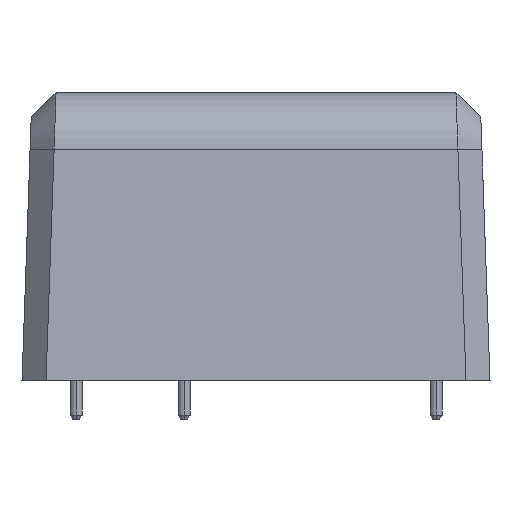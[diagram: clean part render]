
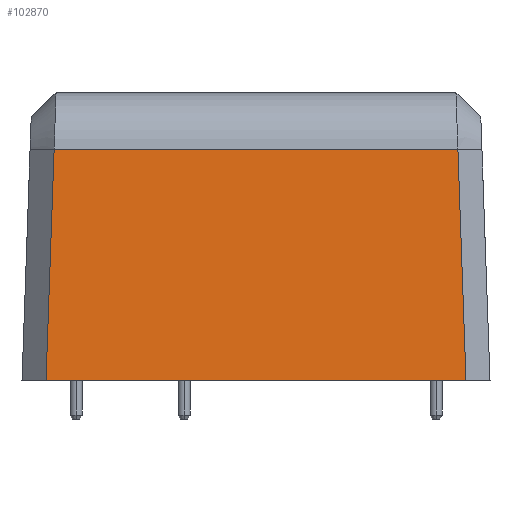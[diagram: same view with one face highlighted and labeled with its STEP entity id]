
A CAD part, left-side view. The second image highlights one B-rep face of the part: STEP entity #102870.
In plain terms, the highlighted planar face has unit normal (-0.998, 0, 0.061).
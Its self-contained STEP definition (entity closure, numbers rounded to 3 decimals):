
#95270=CARTESIAN_POINT('',(22.986,103.305,-18.));
#95280=VERTEX_POINT('',#95270);
#95310=CARTESIAN_POINT('',(22.986,103.305,-18.));
#95320=DIRECTION('',(0.,-1.,0.));
#95330=VECTOR('',#95320,1.);
#95340=LINE('',#95310,#95330);
#95350=CARTESIAN_POINT('',(22.986,68.307,-18.));
#95360=VERTEX_POINT('',#95350);
#95370=EDGE_CURVE('',#95280,#95360,#95340,.T.);
#101240=CARTESIAN_POINT('',(24.166,102.63,
1.305));
#101250=VERTEX_POINT('',#101240);
#101500=CARTESIAN_POINT('',(24.166,68.981,
1.305));
#101510=VERTEX_POINT('',#101500);
#101540=CARTESIAN_POINT('',(24.166,102.631,
1.305));
#101550=DIRECTION('',(0.,-1.,0.));
#101560=VECTOR('',#101550,1.);
#101570=LINE('',#101540,#101560);
#101580=EDGE_CURVE('',#101250,#101510,#101570,.T.);
#102620=CARTESIAN_POINT('',(22.986,68.307,-18.));
#102630=DIRECTION('',(0.061,0.035,
0.998));
#102640=VECTOR('',#102630,1.);
#102650=LINE('',#102620,#102640);
#102660=EDGE_CURVE('',#95360,#101510,#102650,.T.);
#102710=CARTESIAN_POINT('',(22.986,66.306,-18.));
#102720=DIRECTION('',(-0.998,0.,0.061));
#102730=DIRECTION('',(0.061,0.,0.998));
#102740=AXIS2_PLACEMENT_3D('',#102710,#102720,#102730);
#102750=PLANE('',#102740);
#102760=ORIENTED_EDGE('',*,*,#102660,.T.);
#102770=ORIENTED_EDGE('',*,*,#95370,.T.);
#102780=CARTESIAN_POINT('',(24.166,102.631,
1.305));
#102790=DIRECTION('',(-0.061,0.035,
-0.998));
#102800=VECTOR('',#102790,1.);
#102810=LINE('',#102780,#102800);
#102820=EDGE_CURVE('',#101250,#95280,#102810,.T.);
#102830=ORIENTED_EDGE('',*,*,#102820,.T.);
#102840=ORIENTED_EDGE('',*,*,#101580,.F.);
#102850=EDGE_LOOP('',(#102840,#102830,#102770,#102760));
#102860=FACE_OUTER_BOUND('',#102850,.T.);
#102870=ADVANCED_FACE('',(#102860),#102750,.T.);
